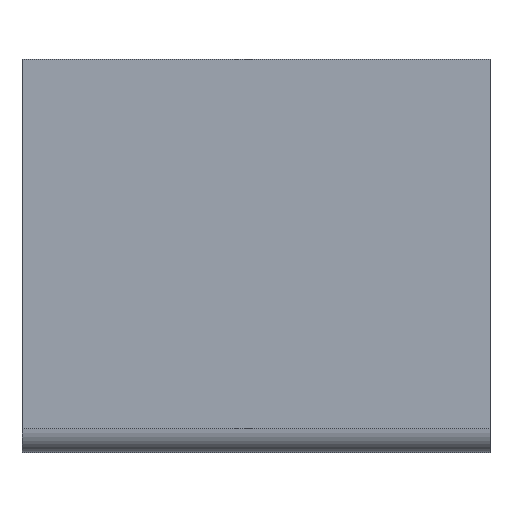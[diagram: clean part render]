
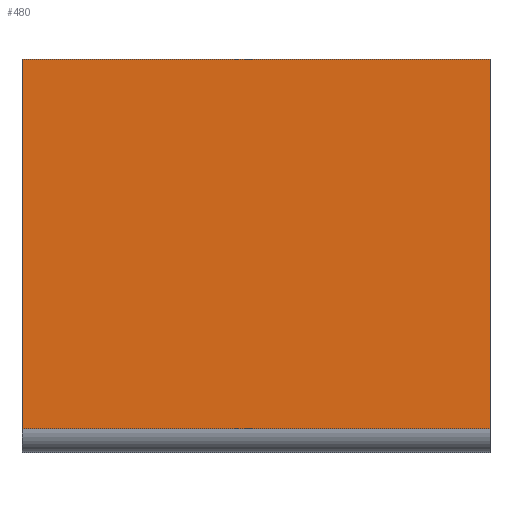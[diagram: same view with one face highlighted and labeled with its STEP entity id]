
A CAD part, top view. The second image highlights one B-rep face of the part: STEP entity #480.
In plain terms, the highlighted planar face has unit normal (0, 0, 1).
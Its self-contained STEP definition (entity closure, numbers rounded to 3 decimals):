
#337 = VERTEX_POINT('',#338);
#338 = CARTESIAN_POINT('',(14.764,-18.037,1.));
#387 = VERTEX_POINT('',#388);
#388 = CARTESIAN_POINT('',(-24.962,-18.037,1.));
#397 = EDGE_CURVE('',#337,#387,#398,.T.);
#398 = LINE('',#399,#400);
#399 = CARTESIAN_POINT('',(14.764,-18.037,1.));
#400 = VECTOR('',#401,1.);
#401 = DIRECTION('',(-1.,0.,0.));
#439 = VERTEX_POINT('',#440);
#440 = CARTESIAN_POINT('',(14.764,13.318,1.));
#446 = EDGE_CURVE('',#439,#337,#447,.T.);
#447 = LINE('',#448,#449);
#448 = CARTESIAN_POINT('',(14.764,13.318,1.));
#449 = VECTOR('',#450,1.);
#450 = DIRECTION('',(0.,-1.,0.));
#480 = ADVANCED_FACE('',(#481),#499,.T.);
#481 = FACE_BOUND('',#482,.F.);
#482 = EDGE_LOOP('',(#483,#491,#492,#493));
#483 = ORIENTED_EDGE('',*,*,#484,.T.);
#484 = EDGE_CURVE('',#485,#439,#487,.T.);
#485 = VERTEX_POINT('',#486);
#486 = CARTESIAN_POINT('',(-24.962,13.318,1.));
#487 = LINE('',#488,#489);
#488 = CARTESIAN_POINT('',(-24.962,13.318,1.));
#489 = VECTOR('',#490,1.);
#490 = DIRECTION('',(1.,0.,0.));
#491 = ORIENTED_EDGE('',*,*,#446,.T.);
#492 = ORIENTED_EDGE('',*,*,#397,.T.);
#493 = ORIENTED_EDGE('',*,*,#494,.T.);
#494 = EDGE_CURVE('',#387,#485,#495,.T.);
#495 = LINE('',#496,#497);
#496 = CARTESIAN_POINT('',(-24.962,-18.037,1.));
#497 = VECTOR('',#498,1.);
#498 = DIRECTION('',(0.,1.,0.));
#499 = PLANE('',#500);
#500 = AXIS2_PLACEMENT_3D('',#501,#502,#503);
#501 = CARTESIAN_POINT('',(-5.099,-2.359,1.));
#502 = DIRECTION('',(0.,0.,1.));
#503 = DIRECTION('',(1.,0.,0.));
